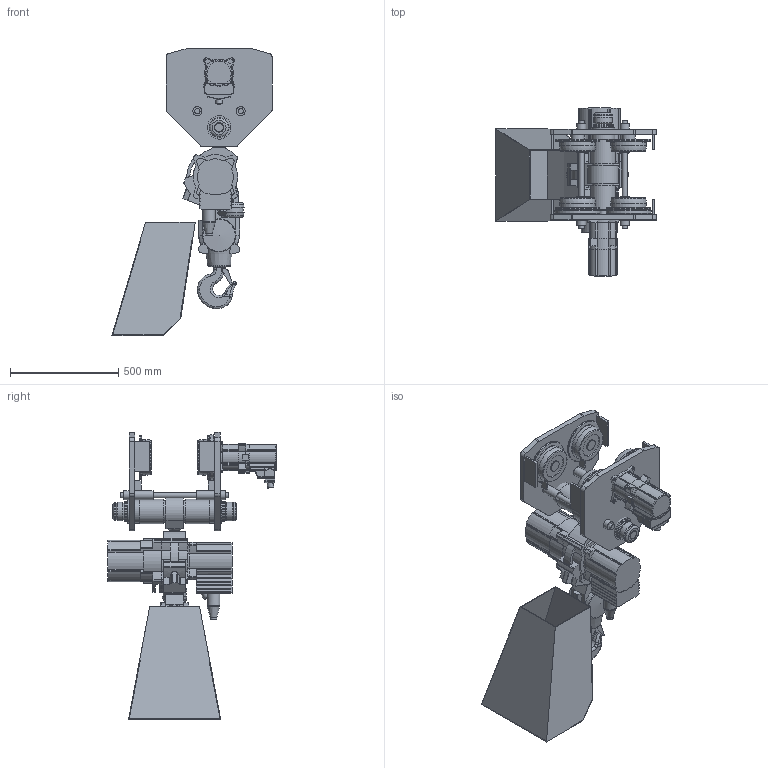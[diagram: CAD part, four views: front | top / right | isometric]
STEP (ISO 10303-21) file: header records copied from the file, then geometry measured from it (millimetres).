
FILE_DESCRIPTION(('STEP AP214'),'1');
FILE_NAME('PMH Profi Lufttelfer 10000-2 TI med driven åkvagn.stp','2013-06-27T08:08:11',(' '),(' '),'Spatial InterOp 3D',' ',' ');
FILE_SCHEMA(('automotive_design'));
Length unit declared in the file: millimetre
Products named in the file (25): Motor BI LUFT; Motor NM3BI; Steuerventil BI Luft; Geraet Profi  10 TI LUFT L; Mittelteil Profi  10 TI; Getriebe TI 257; Unterflasche  10T mit Haken; Unterflasche  10T; Lasthaken  12T; Lastoese 10T; PMH Profi Lufttelfer 10000_2 TI med driven _kvagn; Kettenkasten Typ 13; LM 10-15T III LUFT; Hinterteil L10 kpl; Vorderteil L10 kpl; Distanzierung L10 III; Motor NM1BI LUFT; Motor NM1BI; Steuerventil NM1BI; Luftanschluss NM1BI; DP 025-2TI WF; Getriebemotor NM1BI 25 LUFT; Flansch TI GM 25; Getriebe TI 25 GM; Flansch TI GM 25 Abtrieb
Assembly tree (24 placements, depth 5):
  PMH Profi Lufttelfer 10000_2 TI med driven _kvagn
    Geraet Profi  10 TI LUFT L
      Motor BI LUFT
        Motor NM3BI
        Steuerventil BI Luft
      Mittelteil Profi  10 TI
      Getriebe TI 257
      Unterflasche  10T mit Haken
        Unterflasche  10T
        Lasthaken  12T
      Lastoese 10T
    Kettenkasten Typ 13
    LM 10-15T III LUFT
      Hinterteil L10 kpl
      Vorderteil L10 kpl
      Distanzierung L10 III
      Getriebemotor NM1BI 25 LUFT
        Motor NM1BI LUFT
          Motor NM1BI
          Steuerventil NM1BI
          Luftanschluss NM1BI
          DP 025-2TI WF
        Flansch TI GM 25
        Getriebe TI 25 GM
        Flansch TI GM 25 Abtrieb
Bounding box: 740 x 776.5 x 1326.25 mm (x, y, z)
Volume: 55144835.7 mm3; surface area: 4657726.5 mm2
Topology: 20 solids, 20 shells, 1177 faces, 3041 edges, 1952 vertices
Faces by surface type: cylinder 656, plane 342, torus 95, bspline 38, cone 26, sphere 16, revolution 4
Full cylindrical faces by diameter (mm): 11 x4, 24 x3, 28 x1, 31 x1, 35 x1, 40 x1, 42 x8, 43.6 x1, 45 x1, 50.228 x4, 59 x1, 60 x2, 60.228 x4, 75 x2, 86.603 x4, 92 x4, 100 x1, 100.1 x1, 108 x2, 110 x4, 113 x2, 153 x2, 165 x4, 175 x2, 205 x4, 208 x2
Entity records: 51466 total; most frequent: CARTESIAN_POINT 12334, DIRECTION 6686, ORIENTED_EDGE 5770, EDGE_CURVE 2885, AXIS2_PLACEMENT_3D 2750, VERTEX_POINT 1934, CIRCLE 1545, EDGE_LOOP 1387
